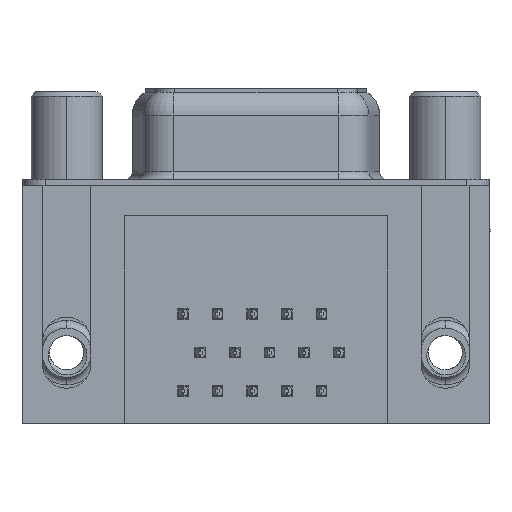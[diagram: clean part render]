
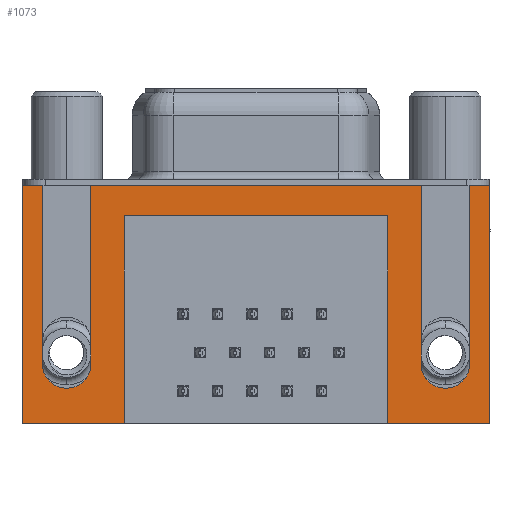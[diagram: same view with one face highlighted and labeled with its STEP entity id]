
A CAD part, front view. The second image highlights one B-rep face of the part: STEP entity #1073.
In plain terms, the highlighted planar face has unit normal (0, -1, 0).
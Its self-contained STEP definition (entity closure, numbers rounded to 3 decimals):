
#111 = LINE ( 'NONE', #9753, #31310 ) ;
#375 = VECTOR ( 'NONE', #29446, 1000. ) ;
#405 = AXIS2_PLACEMENT_3D ( 'NONE', #15764, #36966, #18829 ) ;
#570 = VERTEX_POINT ( 'NONE', #30572 ) ;
#919 = VECTOR ( 'NONE', #20276, 1000. ) ;
#1073 = ADVANCED_FACE ( 'NONE', ( #13309 ), #23600, .T. ) ;
#1115 = EDGE_CURVE ( 'NONE', #1286, #19087, #4354, .T. ) ;
#1139 = DIRECTION ( 'NONE',  ( 0., -1., 0. ) ) ;
#1197 = CARTESIAN_POINT ( 'NONE',  ( -2.91, -6.275, 0. ) ) ;
#1252 = LINE ( 'NONE', #34191, #16347 ) ;
#1286 = VERTEX_POINT ( 'NONE', #30985 ) ;
#1350 = CIRCLE ( 'NONE', #13709, 1.6 ) ;
#1599 = LINE ( 'NONE', #36199, #32849 ) ;
#2086 = CARTESIAN_POINT ( 'NONE',  ( 3.79, -6.275, -2. ) ) ;
#2268 = ORIENTED_EDGE ( 'NONE', *, *, #32323, .F. ) ;
#3085 = LINE ( 'NONE', #39077, #12981 ) ;
#3155 = CIRCLE ( 'NONE', #405, 1.6 ) ;
#4289 = VECTOR ( 'NONE', #10472, 1000. ) ;
#4354 = LINE ( 'NONE', #11784, #35584 ) ;
#4709 = VERTEX_POINT ( 'NONE', #7162 ) ;
#5048 = CARTESIAN_POINT ( 'NONE',  ( 26.59, -6.275, 0. ) ) ;
#5257 = VERTEX_POINT ( 'NONE', #38488 ) ;
#5718 = LINE ( 'NONE', #5048, #6679 ) ;
#6454 = ORIENTED_EDGE ( 'NONE', *, *, #22921, .F. ) ;
#6679 = VECTOR ( 'NONE', #20272, 1000. ) ;
#6699 = VERTEX_POINT ( 'NONE', #35546 ) ;
#6724 = DIRECTION ( 'NONE',  ( 1., 0., 0. ) ) ;
#7096 = DIRECTION ( 'NONE',  ( -1., 0., 0. ) ) ;
#7162 = CARTESIAN_POINT ( 'NONE',  ( 26.59, -6.275, -11.78 ) ) ;
#7529 = CARTESIAN_POINT ( 'NONE',  ( 3.79, -6.275, -15.7 ) ) ;
#8043 = ORIENTED_EDGE ( 'NONE', *, *, #15256, .T. ) ;
#8282 = EDGE_CURVE ( 'NONE', #24739, #15303, #25505, .T. ) ;
#8285 = EDGE_CURVE ( 'NONE', #6699, #4709, #1350, .T. ) ;
#8363 = ORIENTED_EDGE ( 'NONE', *, *, #33142, .F. ) ;
#8547 = CARTESIAN_POINT ( 'NONE',  ( 3.79, -6.275, -2. ) ) ;
#8610 = LINE ( 'NONE', #16989, #11456 ) ;
#8646 = VECTOR ( 'NONE', #28339, 1000. ) ;
#8814 = ORIENTED_EDGE ( 'NONE', *, *, #9649, .F. ) ;
#8965 = VERTEX_POINT ( 'NONE', #39020 ) ;
#9304 = ORIENTED_EDGE ( 'NONE', *, *, #17593, .F. ) ;
#9332 = LINE ( 'NONE', #2086, #11214 ) ;
#9393 = VECTOR ( 'NONE', #7096, 1000. ) ;
#9649 = EDGE_CURVE ( 'NONE', #35464, #6699, #18322, .T. ) ;
#9753 = CARTESIAN_POINT ( 'NONE',  ( -2.91, -6.275, 0. ) ) ;
#10188 = EDGE_CURVE ( 'NONE', #27259, #8965, #3155, .T. ) ;
#10246 = VECTOR ( 'NONE', #35862, 1000. ) ;
#10263 = EDGE_CURVE ( 'NONE', #15303, #15074, #1252, .T. ) ;
#10472 = DIRECTION ( 'NONE',  ( 0., 0., -1. ) ) ;
#10576 = CARTESIAN_POINT ( 'NONE',  ( 1.6, -6.275, 0. ) ) ;
#10817 = LINE ( 'NONE', #20414, #919 ) ;
#11214 = VECTOR ( 'NONE', #26023, 1000. ) ;
#11456 = VECTOR ( 'NONE', #35175, 1000. ) ;
#11469 = CARTESIAN_POINT ( 'NONE',  ( -2.91, -6.275, -15.7 ) ) ;
#11616 = CARTESIAN_POINT ( 'NONE',  ( 23.39, -6.275, 0. ) ) ;
#11784 = CARTESIAN_POINT ( 'NONE',  ( 21.2, -6.275, -2. ) ) ;
#11817 = CARTESIAN_POINT ( 'NONE',  ( 21.2, -6.275, -2. ) ) ;
#11893 = DIRECTION ( 'NONE',  ( 0., 0., 1. ) ) ;
#12981 = VECTOR ( 'NONE', #11893, 1000. ) ;
#13213 = CARTESIAN_POINT ( 'NONE',  ( -2.91, -6.275, 0. ) ) ;
#13309 = FACE_OUTER_BOUND ( 'NONE', #33465, .T. ) ;
#13709 = AXIS2_PLACEMENT_3D ( 'NONE', #19265, #1139, #22328 ) ;
#15074 = VERTEX_POINT ( 'NONE', #1197 ) ;
#15256 = EDGE_CURVE ( 'NONE', #16135, #22441, #8610, .T. ) ;
#15303 = VERTEX_POINT ( 'NONE', #11469 ) ;
#15583 = EDGE_CURVE ( 'NONE', #15074, #5257, #111, .T. ) ;
#15759 = ORIENTED_EDGE ( 'NONE', *, *, #10188, .F. ) ;
#15764 = CARTESIAN_POINT ( 'NONE',  ( 0., -6.275, -11.78 ) ) ;
#16135 = VERTEX_POINT ( 'NONE', #18015 ) ;
#16347 = VECTOR ( 'NONE', #19102, 1000. ) ;
#16989 = CARTESIAN_POINT ( 'NONE',  ( 27.9, -6.275, -2.5 ) ) ;
#17593 = EDGE_CURVE ( 'NONE', #4709, #570, #5718, .T. ) ;
#17784 = DIRECTION ( 'NONE',  ( 0., 0., 1. ) ) ;
#18015 = CARTESIAN_POINT ( 'NONE',  ( 27.9, -6.275, -15.7 ) ) ;
#18055 = DIRECTION ( 'NONE',  ( -1., 0., 0. ) ) ;
#18088 = ORIENTED_EDGE ( 'NONE', *, *, #37566, .F. ) ;
#18256 = CARTESIAN_POINT ( 'NONE',  ( 27.9, -6.275, 0. ) ) ;
#18322 = LINE ( 'NONE', #23709, #10246 ) ;
#18829 = DIRECTION ( 'NONE',  ( 1., 0., 0. ) ) ;
#19087 = VERTEX_POINT ( 'NONE', #11817 ) ;
#19102 = DIRECTION ( 'NONE',  ( 0., 0., 1. ) ) ;
#19265 = CARTESIAN_POINT ( 'NONE',  ( 24.99, -6.275, -11.78 ) ) ;
#20272 = DIRECTION ( 'NONE',  ( 0., 0., 1. ) ) ;
#20276 = DIRECTION ( 'NONE',  ( 0., 0., -1. ) ) ;
#20414 = CARTESIAN_POINT ( 'NONE',  ( -1.6, -6.275, 0. ) ) ;
#21361 = CARTESIAN_POINT ( 'NONE',  ( -2.91, -6.275, -2.5 ) ) ;
#21405 = DIRECTION ( 'NONE',  ( 0., 0., -1. ) ) ;
#21501 = DIRECTION ( 'NONE',  ( 0., -1., 0. ) ) ;
#22065 = VERTEX_POINT ( 'NONE', #10576 ) ;
#22328 = DIRECTION ( 'NONE',  ( -1., 0., 0. ) ) ;
#22441 = VERTEX_POINT ( 'NONE', #18256 ) ;
#22921 = EDGE_CURVE ( 'NONE', #8965, #22065, #3085, .T. ) ;
#23510 = ORIENTED_EDGE ( 'NONE', *, *, #10263, .F. ) ;
#23600 = PLANE ( 'NONE',  #30856 ) ;
#23709 = CARTESIAN_POINT ( 'NONE',  ( 23.39, -6.275, 0. ) ) ;
#23721 = ORIENTED_EDGE ( 'NONE', *, *, #8285, .F. ) ;
#24323 = ORIENTED_EDGE ( 'NONE', *, *, #26510, .F. ) ;
#24656 = ORIENTED_EDGE ( 'NONE', *, *, #34725, .F. ) ;
#24739 = VERTEX_POINT ( 'NONE', #7529 ) ;
#24793 = LINE ( 'NONE', #13213, #8646 ) ;
#25446 = LINE ( 'NONE', #35528, #375 ) ;
#25505 = LINE ( 'NONE', #28270, #9393 ) ;
#26023 = DIRECTION ( 'NONE',  ( -1., 0., 0. ) ) ;
#26510 = EDGE_CURVE ( 'NONE', #5257, #27259, #10817, .T. ) ;
#27137 = ORIENTED_EDGE ( 'NONE', *, *, #37631, .F. ) ;
#27259 = VERTEX_POINT ( 'NONE', #35962 ) ;
#28270 = CARTESIAN_POINT ( 'NONE',  ( 27.9, -6.275, -15.7 ) ) ;
#28339 = DIRECTION ( 'NONE',  ( 1., 0., 0. ) ) ;
#28438 = LINE ( 'NONE', #36868, #4289 ) ;
#29446 = DIRECTION ( 'NONE',  ( 1., 0., 0. ) ) ;
#29908 = ORIENTED_EDGE ( 'NONE', *, *, #8282, .F. ) ;
#30572 = CARTESIAN_POINT ( 'NONE',  ( 26.59, -6.275, 0. ) ) ;
#30856 = AXIS2_PLACEMENT_3D ( 'NONE', #21361, #21501, #21405 ) ;
#30985 = CARTESIAN_POINT ( 'NONE',  ( 21.2, -6.275, -15.7 ) ) ;
#31135 = VERTEX_POINT ( 'NONE', #8547 ) ;
#31310 = VECTOR ( 'NONE', #6724, 1000. ) ;
#32323 = EDGE_CURVE ( 'NONE', #16135, #1286, #1599, .T. ) ;
#32647 = ORIENTED_EDGE ( 'NONE', *, *, #1115, .F. ) ;
#32849 = VECTOR ( 'NONE', #18055, 1000. ) ;
#33142 = EDGE_CURVE ( 'NONE', #570, #22441, #24793, .T. ) ;
#33465 = EDGE_LOOP ( 'NONE', ( #9304, #23721, #8814, #27137, #6454, #15759, #24323, #36213, #23510, #29908, #24656, #18088, #32647, #2268, #8043, #8363 ) ) ;
#34191 = CARTESIAN_POINT ( 'NONE',  ( -2.91, -6.275, -2.5 ) ) ;
#34725 = EDGE_CURVE ( 'NONE', #31135, #24739, #28438, .T. ) ;
#35175 = DIRECTION ( 'NONE',  ( 0., 0., 1. ) ) ;
#35464 = VERTEX_POINT ( 'NONE', #11616 ) ;
#35528 = CARTESIAN_POINT ( 'NONE',  ( -2.91, -6.275, 0. ) ) ;
#35546 = CARTESIAN_POINT ( 'NONE',  ( 23.39, -6.275, -11.78 ) ) ;
#35584 = VECTOR ( 'NONE', #17784, 1000. ) ;
#35862 = DIRECTION ( 'NONE',  ( 0., 0., -1. ) ) ;
#35962 = CARTESIAN_POINT ( 'NONE',  ( -1.6, -6.275, -11.78 ) ) ;
#36199 = CARTESIAN_POINT ( 'NONE',  ( 27.9, -6.275, -15.7 ) ) ;
#36213 = ORIENTED_EDGE ( 'NONE', *, *, #15583, .F. ) ;
#36868 = CARTESIAN_POINT ( 'NONE',  ( 3.79, -6.275, -2. ) ) ;
#36966 = DIRECTION ( 'NONE',  ( 0., -1., 0. ) ) ;
#37566 = EDGE_CURVE ( 'NONE', #19087, #31135, #9332, .T. ) ;
#37631 = EDGE_CURVE ( 'NONE', #22065, #35464, #25446, .T. ) ;
#38488 = CARTESIAN_POINT ( 'NONE',  ( -1.6, -6.275, 0. ) ) ;
#39020 = CARTESIAN_POINT ( 'NONE',  ( 1.6, -6.275, -11.78 ) ) ;
#39077 = CARTESIAN_POINT ( 'NONE',  ( 1.6, -6.275, 0. ) ) ;
